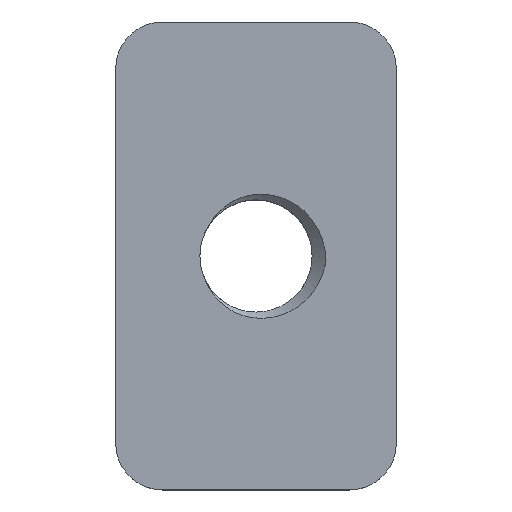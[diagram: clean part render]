
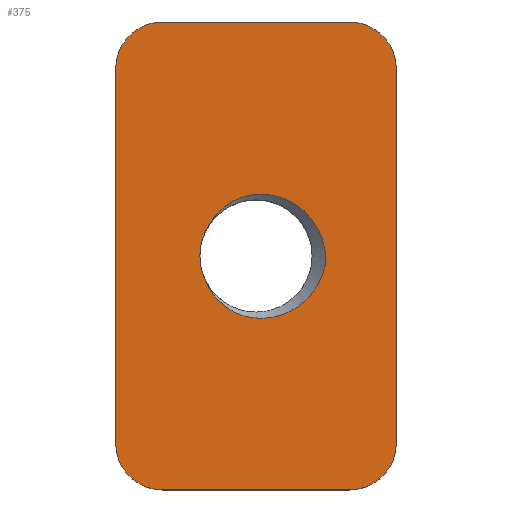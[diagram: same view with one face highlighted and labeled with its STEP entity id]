
A CAD part, top view. The second image highlights one B-rep face of the part: STEP entity #375.
In plain terms, the highlighted planar face has unit normal (0, 0, 1).
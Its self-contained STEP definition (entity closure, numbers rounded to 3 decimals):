
#15 = AXIS2_PLACEMENT_3D ( 'NONE', #149, #148, #145 ) ;
#59 = CARTESIAN_POINT ( 'NONE',  ( 5., 10., 2. ) ) ;
#78 = CARTESIAN_POINT ( 'NONE',  ( 6., 9., 2. ) ) ;
#79 = EDGE_CURVE ( 'NONE', #1141, #878, #812, .T. ) ;
#90 = CARTESIAN_POINT ( 'NONE',  ( 0., 9., 2. ) ) ;
#92 = CARTESIAN_POINT ( 'NONE',  ( 2.006, 5.673, 2. ) ) ;
#96 = CARTESIAN_POINT ( 'NONE',  ( 6., 1., 2. ) ) ;
#99 = CARTESIAN_POINT ( 'NONE',  ( 4.497, 4.905, 2. ) ) ;
#104 = AXIS2_PLACEMENT_3D ( 'NONE', #160, #127, #131 ) ;
#110 = CARTESIAN_POINT ( 'NONE',  ( 1.92, 4.476, 2. ) ) ;
#112 = CARTESIAN_POINT ( 'NONE',  ( 5., 0., 2. ) ) ;
#115 = CARTESIAN_POINT ( 'NONE',  ( 1., 0., 2. ) ) ;
#117 = EDGE_CURVE ( 'NONE', #1031, #1145, #814, .T. ) ;
#118 = CARTESIAN_POINT ( 'NONE',  ( 0., 1., 2. ) ) ;
#119 = AXIS2_PLACEMENT_3D ( 'NONE', #320, #285, #295 ) ;
#127 = DIRECTION ( 'NONE',  ( 0., 0., 1. ) ) ;
#131 = DIRECTION ( 'NONE',  ( 1., 0., 0. ) ) ;
#134 = CARTESIAN_POINT ( 'NONE',  ( 1.8, 5., 2. ) ) ;
#135 = EDGE_CURVE ( 'NONE', #1145, #854, #805, .T. ) ;
#145 = DIRECTION ( 'NONE',  ( 1., 0., 0. ) ) ;
#148 = DIRECTION ( 'NONE',  ( 0., 0., -1. ) ) ;
#149 = CARTESIAN_POINT ( 'NONE',  ( 5., 1., 2. ) ) ;
#160 = CARTESIAN_POINT ( 'NONE',  ( 3., 5., 2. ) ) ;
#174 = DIRECTION ( 'NONE',  ( 1., 0., 0. ) ) ;
#177 = AXIS2_PLACEMENT_3D ( 'NONE', #414, #535, #833 ) ;
#178 = DIRECTION ( 'NONE',  ( 0., 0., 1. ) ) ;
#183 = CARTESIAN_POINT ( 'NONE',  ( 3., 5., 2. ) ) ;
#202 = PLANE ( 'NONE',  #1213 ) ;
#218 = EDGE_CURVE ( 'NONE', #1343, #1226, #780, .T. ) ;
#234 = CARTESIAN_POINT ( 'NONE',  ( 2.006, 5.673, 2. ) ) ;
#235 = DIRECTION ( 'NONE',  ( 0., 1., 0. ) ) ;
#237 = CARTESIAN_POINT ( 'NONE',  ( 2.078, 5.803, 2. ) ) ;
#239 = CARTESIAN_POINT ( 'NONE',  ( 2.174, 5.92, 2. ) ) ;
#243 = CARTESIAN_POINT ( 'NONE',  ( 2.397, 6.111, 2. ) ) ;
#245 = CARTESIAN_POINT ( 'NONE',  ( 2.527, 6.187, 2. ) ) ;
#248 = CARTESIAN_POINT ( 'NONE',  ( 2.939, 6.34, 2. ) ) ;
#250 = CARTESIAN_POINT ( 'NONE',  ( 3.251, 6.341, 2. ) ) ;
#255 = CARTESIAN_POINT ( 'NONE',  ( 3.671, 6.204, 2. ) ) ;
#259 = CARTESIAN_POINT ( 'NONE',  ( 3.804, 6.136, 2. ) ) ;
#262 = CARTESIAN_POINT ( 'NONE',  ( 4.04, 5.961, 2. ) ) ;
#264 = EDGE_CURVE ( 'NONE', #1132, #1041, #753, .T. ) ;
#268 = CARTESIAN_POINT ( 'NONE',  ( 4.144, 5.855, 2. ) ) ;
#270 = CARTESIAN_POINT ( 'NONE',  ( 4.398, 5.491, 2. ) ) ;
#271 = DIRECTION ( 'NONE',  ( -1., 0., 0. ) ) ;
#279 = CARTESIAN_POINT ( 'NONE',  ( 1., 10., 2. ) ) ;
#280 = DIRECTION ( 'NONE',  ( 0., -1., 0. ) ) ;
#284 = CARTESIAN_POINT ( 'NONE',  ( 4.497, 4.905, 2. ) ) ;
#285 = DIRECTION ( 'NONE',  ( 0., 0., -1. ) ) ;
#286 = CARTESIAN_POINT ( 'NONE',  ( 6., 0., 2. ) ) ;
#295 = DIRECTION ( 'NONE',  ( 1., 0., 0. ) ) ;
#304 = CARTESIAN_POINT ( 'NONE',  ( 4.492, 5.202, 2. ) ) ;
#307 = CARTESIAN_POINT ( 'NONE',  ( 4.497, 4.905, 2. ) ) ;
#309 = CARTESIAN_POINT ( 'NONE',  ( 4.476, 4.757, 2. ) ) ;
#310 = CARTESIAN_POINT ( 'NONE',  ( 4.433, 4.616, 2. ) ) ;
#312 = CARTESIAN_POINT ( 'NONE',  ( 4.307, 4.347, 2. ) ) ;
#315 = CARTESIAN_POINT ( 'NONE',  ( 4.225, 4.222, 2. ) ) ;
#317 = CARTESIAN_POINT ( 'NONE',  ( 3.923, 3.895, 2. ) ) ;
#320 = CARTESIAN_POINT ( 'NONE',  ( 1., 9., 2. ) ) ;
#321 = CARTESIAN_POINT ( 'NONE',  ( 3.651, 3.745, 2. ) ) ;
#323 = CARTESIAN_POINT ( 'NONE',  ( 3.214, 3.664, 2. ) ) ;
#324 = CARTESIAN_POINT ( 'NONE',  ( 3.063, 3.66, 2. ) ) ;
#327 = CARTESIAN_POINT ( 'NONE',  ( 2.77, 3.703, 2. ) ) ;
#328 = EDGE_CURVE ( 'NONE', #1041, #1031, #685, .T. ) ;
#330 = CARTESIAN_POINT ( 'NONE',  ( 2.627, 3.75, 2. ) ) ;
#331 = EDGE_CURVE ( 'NONE', #854, #1343, #708, .T. ) ;
#332 = CARTESIAN_POINT ( 'NONE',  ( 2.366, 3.892, 2. ) ) ;
#333 = CARTESIAN_POINT ( 'NONE',  ( 2.249, 3.985, 2. ) ) ;
#338 = DIRECTION ( 'NONE',  ( 0., 0., -1. ) ) ;
#340 = CARTESIAN_POINT ( 'NONE',  ( 2.052, 4.209, 2. ) ) ;
#371 = CARTESIAN_POINT ( 'NONE',  ( 0., 0., 2. ) ) ;
#375 = ADVANCED_FACE ( 'NONE', ( #642, #632 ), #202, .F. ) ;
#383 = AXIS2_PLACEMENT_3D ( 'NONE', #600, #585, #582 ) ;
#414 = CARTESIAN_POINT ( 'NONE',  ( 5., 9., 2. ) ) ;
#448 = EDGE_CURVE ( 'NONE', #1071, #1110, #1148, .T. ) ;
#488 = EDGE_CURVE ( 'NONE', #1226, #1192, #626, .T. ) ;
#491 = EDGE_CURVE ( 'NONE', #1110, #1141, #1242, .T. ) ;
#493 = CARTESIAN_POINT ( 'NONE',  ( 0., 0., 2. ) ) ;
#520 = DIRECTION ( 'NONE',  ( 1., 0., 0. ) ) ;
#535 = DIRECTION ( 'NONE',  ( 0., 0., -1. ) ) ;
#543 = CARTESIAN_POINT ( 'NONE',  ( 0., 10., 2. ) ) ;
#545 = EDGE_CURVE ( 'NONE', #878, #1071, #598, .T. ) ;
#566 = EDGE_CURVE ( 'NONE', #1192, #1132, #592, .T. ) ;
#582 = DIRECTION ( 'NONE',  ( 1., 0., 0. ) ) ;
#585 = DIRECTION ( 'NONE',  ( 0., 0., -1. ) ) ;
#592 = CIRCLE ( 'NONE', #15, 1. ) ;
#598 = CIRCLE ( 'NONE', #732, 1.2 ) ;
#600 = CARTESIAN_POINT ( 'NONE',  ( 1., 1., 2. ) ) ;
#618 = VECTOR ( 'NONE', #280, 1000. ) ;
#626 = LINE ( 'NONE', #286, #618 ) ;
#632 = FACE_OUTER_BOUND ( 'NONE', #1311, .T. ) ;
#642 = FACE_BOUND ( 'NONE', #896, .T. ) ;
#679 = VECTOR ( 'NONE', #520, 1000. ) ;
#685 = CIRCLE ( 'NONE', #383, 1. ) ;
#708 = LINE ( 'NONE', #543, #679 ) ;
#732 = AXIS2_PLACEMENT_3D ( 'NONE', #183, #178, #174 ) ;
#753 = LINE ( 'NONE', #795, #756 ) ;
#756 = VECTOR ( 'NONE', #786, 1000. ) ;
#780 = CIRCLE ( 'NONE', #177, 1. ) ;
#786 = DIRECTION ( 'NONE',  ( -1., 0., 0. ) ) ;
#795 = CARTESIAN_POINT ( 'NONE',  ( 0., 0., 2. ) ) ;
#804 = VECTOR ( 'NONE', #235, 1000. ) ;
#805 = CIRCLE ( 'NONE', #119, 1. ) ;
#812 = CIRCLE ( 'NONE', #104, 1.2 ) ;
#814 = LINE ( 'NONE', #493, #804 ) ;
#833 = DIRECTION ( 'NONE',  ( 1., 0., 0. ) ) ;
#854 = VERTEX_POINT ( 'NONE', #279 ) ;
#878 = VERTEX_POINT ( 'NONE', #134 ) ;
#896 = EDGE_LOOP ( 'NONE', ( #1127, #1123, #1091, #1331 ) ) ;
#911 = CARTESIAN_POINT ( 'NONE',  ( 1.92, 4.476, 2. ) ) ;
#1031 = VERTEX_POINT ( 'NONE', #118 ) ;
#1041 = VERTEX_POINT ( 'NONE', #115 ) ;
#1071 = VERTEX_POINT ( 'NONE', #110 ) ;
#1091 = ORIENTED_EDGE ( 'NONE', *, *, #545, .F. ) ;
#1093 = ORIENTED_EDGE ( 'NONE', *, *, #117, .F. ) ;
#1110 = VERTEX_POINT ( 'NONE', #99 ) ;
#1123 = ORIENTED_EDGE ( 'NONE', *, *, #448, .F. ) ;
#1125 = ORIENTED_EDGE ( 'NONE', *, *, #135, .F. ) ;
#1127 = ORIENTED_EDGE ( 'NONE', *, *, #491, .F. ) ;
#1132 = VERTEX_POINT ( 'NONE', #112 ) ;
#1141 = VERTEX_POINT ( 'NONE', #92 ) ;
#1145 = VERTEX_POINT ( 'NONE', #90 ) ;
#1148 = B_SPLINE_CURVE_WITH_KNOTS ( 'NONE', 3,
 ( #911, #1283, #340, #333, #332, #330, #327, #324, #323, #321, #317, #315, #312, #310, #309, #307 ),
 .UNSPECIFIED., .F., .F.,
 ( 4, 2, 2, 2, 2, 2, 2, 4 ),
 ( 0., 0., 0.001, 0.001, 0.002, 0.003, 0.003, 0.004 ),
 .UNSPECIFIED. ) ;
#1177 = ORIENTED_EDGE ( 'NONE', *, *, #264, .F. ) ;
#1189 = ORIENTED_EDGE ( 'NONE', *, *, #328, .F. ) ;
#1192 = VERTEX_POINT ( 'NONE', #96 ) ;
#1195 = ORIENTED_EDGE ( 'NONE', *, *, #331, .F. ) ;
#1213 = AXIS2_PLACEMENT_3D ( 'NONE', #371, #338, #271 ) ;
#1226 = VERTEX_POINT ( 'NONE', #78 ) ;
#1242 = B_SPLINE_CURVE_WITH_KNOTS ( 'NONE', 3,
 ( #284, #304, #270, #268, #262, #259, #255, #250, #248, #245, #243, #239, #237, #234 ),
 .UNSPECIFIED., .F., .F.,
 ( 4, 2, 2, 2, 2, 2, 4 ),
 ( 0., 0.001, 0.001, 0.002, 0.003, 0.003, 0.004 ),
 .UNSPECIFIED. ) ;
#1283 = CARTESIAN_POINT ( 'NONE',  ( 1.974, 4.336, 2. ) ) ;
#1311 = EDGE_LOOP ( 'NONE', ( #1177, #1353, #1327, #1359, #1195, #1125, #1093, #1189 ) ) ;
#1327 = ORIENTED_EDGE ( 'NONE', *, *, #488, .F. ) ;
#1331 = ORIENTED_EDGE ( 'NONE', *, *, #79, .F. ) ;
#1343 = VERTEX_POINT ( 'NONE', #59 ) ;
#1353 = ORIENTED_EDGE ( 'NONE', *, *, #566, .F. ) ;
#1359 = ORIENTED_EDGE ( 'NONE', *, *, #218, .F. ) ;
